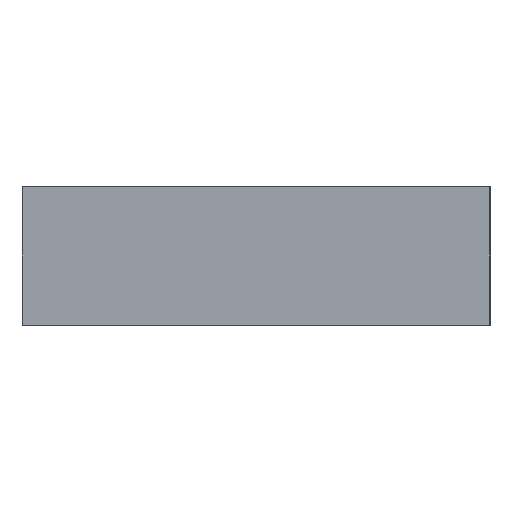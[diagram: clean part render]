
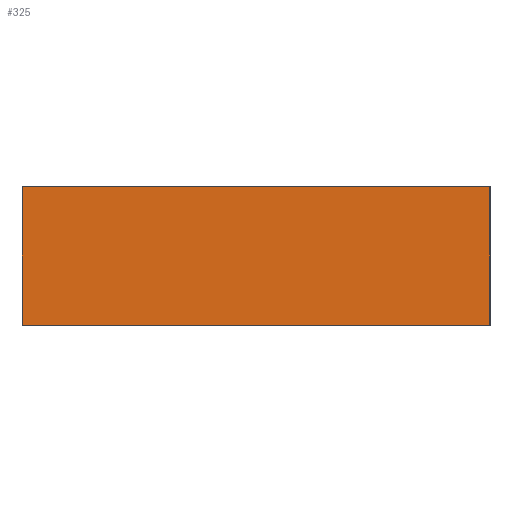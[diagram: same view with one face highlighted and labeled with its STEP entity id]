
A CAD part, left-side view. The second image highlights one B-rep face of the part: STEP entity #325.
In plain terms, the highlighted planar face has unit normal (-1, 0, 0).
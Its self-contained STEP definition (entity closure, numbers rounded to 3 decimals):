
#29=PLANE('',#380);
#49=FACE_OUTER_BOUND('',#73,.T.);
#73=EDGE_LOOP('',(#281,#282,#283,#284));
#87=LINE('',#528,#117);
#101=LINE('',#559,#131);
#102=LINE('',#562,#132);
#103=LINE('',#563,#133);
#117=VECTOR('',#434,10.);
#131=VECTOR('',#466,10.);
#132=VECTOR('',#469,10.);
#133=VECTOR('',#470,10.);
#165=VERTEX_POINT('',#525);
#166=VERTEX_POINT('',#527);
#174=VERTEX_POINT('',#557);
#175=VERTEX_POINT('',#561);
#197=EDGE_CURVE('',#165,#166,#87,.T.);
#213=EDGE_CURVE('',#165,#174,#101,.T.);
#214=EDGE_CURVE('',#175,#174,#102,.T.);
#215=EDGE_CURVE('',#166,#175,#103,.T.);
#281=ORIENTED_EDGE('',*,*,#213,.T.);
#282=ORIENTED_EDGE('',*,*,#214,.F.);
#283=ORIENTED_EDGE('',*,*,#215,.F.);
#284=ORIENTED_EDGE('',*,*,#197,.F.);
#325=ADVANCED_FACE('',(#49),#29,.T.);
#380=AXIS2_PLACEMENT_3D('',#560,#467,#468);
#434=DIRECTION('',(0.,1.,0.));
#466=DIRECTION('',(0.,0.,1.));
#467=DIRECTION('center_axis',(-1.,0.,0.));
#468=DIRECTION('ref_axis',(0.,-1.,0.));
#469=DIRECTION('',(0.,-1.,0.));
#470=DIRECTION('',(0.,0.,1.));
#525=CARTESIAN_POINT('',(-600.,-12.5,-3.7));
#527=CARTESIAN_POINT('',(-600.,12.5,-3.7));
#528=CARTESIAN_POINT('',(-600.,12.5,-3.7));
#557=CARTESIAN_POINT('',(-600.,-12.5,3.7));
#559=CARTESIAN_POINT('',(-600.,-12.5,0.));
#560=CARTESIAN_POINT('Origin',(-600.,12.5,0.));
#561=CARTESIAN_POINT('',(-600.,12.5,3.7));
#562=CARTESIAN_POINT('',(-600.,12.5,3.7));
#563=CARTESIAN_POINT('',(-600.,12.5,0.));
